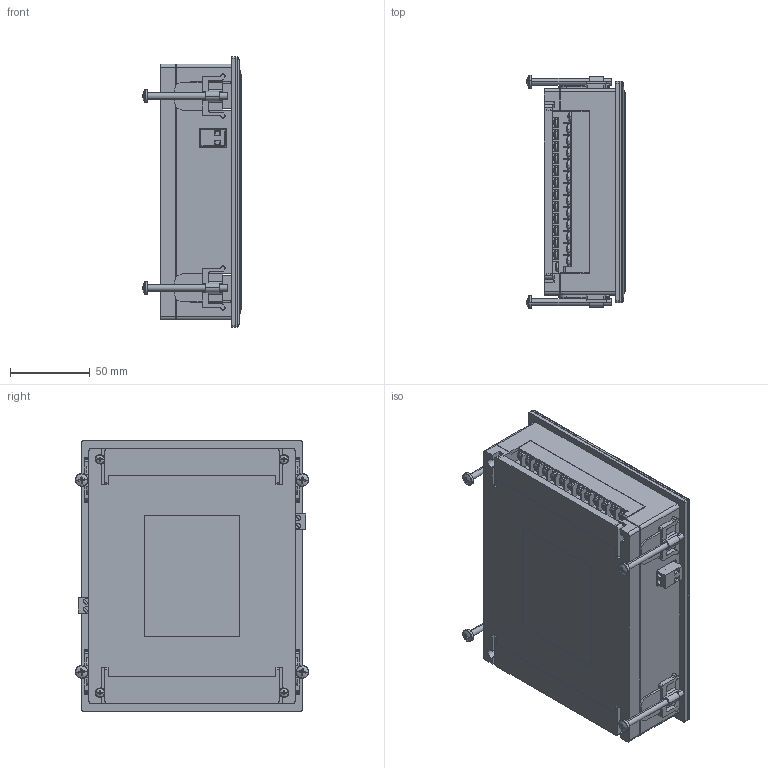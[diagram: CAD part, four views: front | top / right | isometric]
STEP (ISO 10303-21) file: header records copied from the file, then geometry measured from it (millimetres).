
FILE_DESCRIPTION (( 'STEP AP214' ), '1' );
FILE_NAME ('3D ìîäåëü ÒÐÌ136-Õ.Ù7.STEP', '2015-09-24T12:54:24', ( 'adm' ), ( 'owen' ), 'SwSTEP 2.0', 'SolidWorks 2011', '' );
FILE_SCHEMA (( 'AUTOMOTIVE_DESIGN' ));
Length unit declared in the file: millimetre
Products named in the file (15): Óïëîòíèòåëü; Pan Cross Head_AM4_50_B18.6.7M - M4 x 0.7 x 40 Type I Cross Recessed PHMS --40N; TRM136_001FA02M; Êîðïóñ ÒÐÌ136-Ù7 ïåðåä; Êîðïóñ ÒÐÌ136-Ù7 çàä; 3D ìîäåëü ÒÐÌ136-Õ.Ù7; Êëåììíèê 2çåë-îòâ; 婰膲僗闉_v.11; Êðûøêà ïðîçðà÷íàÿ; Êëåììíèê 2çåë; pan head cross recess screw_iso Ì3õ20_ISO 7045 - M3 x 20 - Z --- 20N; Ñáîðêà êëåììíàÿ êîëîäêà; Êëåììíàÿ êîëîäêà; Øàéáà êâàäðàòíàÿ Ì3; pan head cross recess screw_iso Ì3õ20_ISO 7045 - M3 x 10 - Z --- 10N
Assembly tree (75 placements, depth 3):
  3D ìîäåëü ÒÐÌ136-Õ.Ù7
    Pan Cross Head_AM4_50_B18.6.7M - M4 x 0.7 x 40 Type I Cross Recessed PHMS --40N  x4
    婰膲僗闉_v.11  x4
    Êîðïóñ ÒÐÌ136-Ù7 çàä
    TRM136_001FA02M
    Óïëîòíèòåëü
    Ñáîðêà êëåììíàÿ êîëîäêà  x2
      pan head cross recess screw_iso Ì3õ20_ISO 7045 - M3 x 10 - Z --- 10N
      Øàéáà êâàäðàòíàÿ Ì3
      pan head cross recess screw_iso Ì3õ20_ISO 7045 - M3 x 20 - Z --- 20N
      Êëåììíàÿ êîëîäêà
    pan head cross recess screw_iso Ì3õ20_ISO 7045 - M3 x 10 - Z --- 10N  x4
    Êëåììíèê 2çåë  x2
    Êëåììíèê 2çåë-îòâ  x2
    Êîðïóñ ÒÐÌ136-Ù7 ïåðåä
    Êðûøêà ïðîçðà÷íàÿ  x2
Bounding box: 61.57 x 145.99 x 169 mm (x, y, z)
Volume: 292720 mm3; surface area: 248899.2 mm2
Topology: 124 solids, 124 shells, 6223 faces, 15411 edges, 9690 vertices
Faces by surface type: plane 3911, cylinder 992, cone 624, bspline 336, torus 236, sphere 124
Entity records: 98372 total; most frequent: CARTESIAN_POINT 18603, ORIENTED_EDGE 13724, DIRECTION 11638, EDGE_CURVE 6862, VECTOR 5424, LINE 5424, VERTEX_POINT 4528, AXIS2_PLACEMENT_3D 3107
